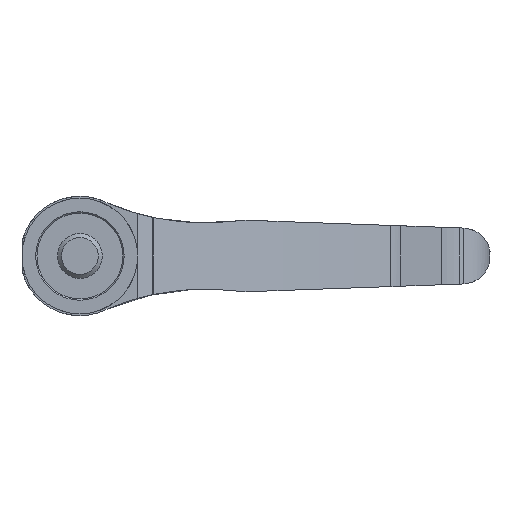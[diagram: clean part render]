
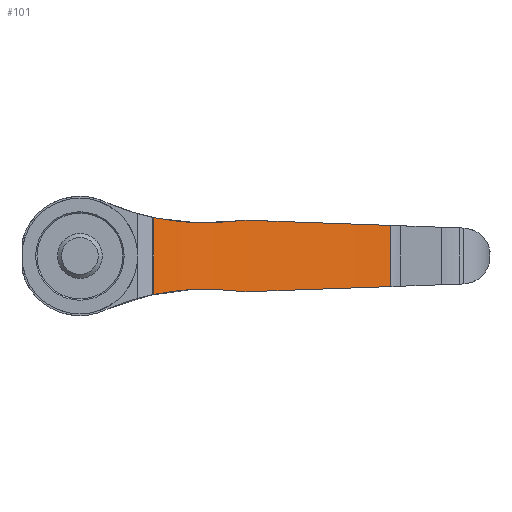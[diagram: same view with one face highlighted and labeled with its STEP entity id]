
A CAD part, front view. The second image highlights one B-rep face of the part: STEP entity #101.
In plain terms, the highlighted cylindrical face has radius 289.16 mm (diameter 578.32 mm), a partial arc.
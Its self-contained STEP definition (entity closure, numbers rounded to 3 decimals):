
#101 = ADVANCED_FACE( '', ( #246 ), #247, .F. );
#246 = FACE_OUTER_BOUND( '', #440, .T. );
#247 = CYLINDRICAL_SURFACE( '', #441, 289.16 );
#440 = EDGE_LOOP( '', ( #674, #675, #676, #677, #678, #679, #680, #681 ) );
#441 = AXIS2_PLACEMENT_3D( '', #682, #683, #684 );
#674 = ORIENTED_EDGE( '', *, *, #1114, .T. );
#675 = ORIENTED_EDGE( '', *, *, #1132, .F. );
#676 = ORIENTED_EDGE( '', *, *, #1133, .T. );
#677 = ORIENTED_EDGE( '', *, *, #1134, .T. );
#678 = ORIENTED_EDGE( '', *, *, #1135, .F. );
#679 = ORIENTED_EDGE( '', *, *, #1136, .T. );
#680 = ORIENTED_EDGE( '', *, *, #1137, .T. );
#681 = ORIENTED_EDGE( '', *, *, #1138, .F. );
#682 = CARTESIAN_POINT( '', ( 152.317, -223.239, 32. ) );
#683 = DIRECTION( '', ( 0., 0., 1. ) );
#684 = DIRECTION( '', ( -1., 0., 0. ) );
#1114 = EDGE_CURVE( '', #1327, #1325, #1328, .T. );
#1132 = EDGE_CURVE( '', #1356, #1325, #1357, .T. );
#1133 = EDGE_CURVE( '', #1356, #1358, #1359, .T. );
#1134 = EDGE_CURVE( '', #1358, #1360, #1361, .F. );
#1135 = EDGE_CURVE( '', #1362, #1360, #1363, .T. );
#1136 = EDGE_CURVE( '', #1362, #1364, #1365, .F. );
#1137 = EDGE_CURVE( '', #1364, #1366, #1367, .T. );
#1138 = EDGE_CURVE( '', #1327, #1366, #1368, .T. );
#1325 = VERTEX_POINT( '', #1705 );
#1327 = VERTEX_POINT( '', #1710 );
#1328 = LINE( '', #1711, #1712 );
#1356 = VERTEX_POINT( '', #1755 );
#1357 = B_SPLINE_CURVE_WITH_KNOTS( '', 3, ( #1756, #1757, #1758, #1759, #1760, #1761 ), .UNSPECIFIED., .F., .F., ( 4, 2, 4 ), ( 0., 0.013, 0.025 ), .UNSPECIFIED. );
#1358 = VERTEX_POINT( '', #1762 );
#1359 = B_SPLINE_CURVE_WITH_KNOTS( '', 3, ( #1763, #1764, #1765, #1766 ), .UNSPECIFIED., .F., .F., ( 4, 4 ), ( 0., 0.002 ), .UNSPECIFIED. );
#1360 = VERTEX_POINT( '', #1767 );
#1361 = ELLIPSE( '', #1768, 289.347, 289.16 );
#1362 = VERTEX_POINT( '', #1769 );
#1363 = LINE( '', #1770, #1771 );
#1364 = VERTEX_POINT( '', #1772 );
#1365 = ELLIPSE( '', #1773, 289.347, 289.16 );
#1366 = VERTEX_POINT( '', #1774 );
#1367 = B_SPLINE_CURVE_WITH_KNOTS( '', 3, ( #1775, #1776, #1777, #1778 ), .UNSPECIFIED., .F., .F., ( 4, 4 ), ( 0., 0.002 ), .UNSPECIFIED. );
#1368 = B_SPLINE_CURVE_WITH_KNOTS( '', 3, ( #1779, #1780, #1781, #1782, #1783, #1784 ), .UNSPECIFIED., .F., .F., ( 4, 2, 4 ), ( 0., 0.013, 0.025 ), .UNSPECIFIED. );
#1705 = CARTESIAN_POINT( '', ( 19.824, 33.781, -10.293 ) );
#1710 = CARTESIAN_POINT( '', ( 19.824, 33.781, 10.293 ) );
#1711 = CARTESIAN_POINT( '', ( 19.824, 33.781, 32. ) );
#1712 = VECTOR( '', #2254, 1000. );
#1755 = CARTESIAN_POINT( '', ( 42.804, 44.381, -9.45 ) );
#1756 = CARTESIAN_POINT( '', ( 42.804, 44.381, -9.45 ) );
#1757 = CARTESIAN_POINT( '', ( 38.876, 42.774, -8.918 ) );
#1758 = CARTESIAN_POINT( '', ( 34.998, 41.086, -8.743 ) );
#1759 = CARTESIAN_POINT( '', ( 27.339, 37.552, -9.036 ) );
#1760 = CARTESIAN_POINT( '', ( 23.558, 35.706, -9.505 ) );
#1761 = CARTESIAN_POINT( '', ( 19.824, 33.781, -10.293 ) );
#1762 = CARTESIAN_POINT( '', ( 45.114, 45.315, -9.564 ) );
#1763 = CARTESIAN_POINT( '', ( 42.804, 44.381, -9.45 ) );
#1764 = CARTESIAN_POINT( '', ( 43.57, 44.694, -9.554 ) );
#1765 = CARTESIAN_POINT( '', ( 44.34, 45.006, -9.592 ) );
#1766 = CARTESIAN_POINT( '', ( 45.114, 45.315, -9.564 ) );
#1767 = CARTESIAN_POINT( '', ( 83.209, 57.542, -8.194 ) );
#1768 = AXIS2_PLACEMENT_3D( '', #2270, #2271, #2272 );
#1769 = CARTESIAN_POINT( '', ( 83.209, 57.542, 8.194 ) );
#1770 = CARTESIAN_POINT( '', ( 83.209, 57.542, 32. ) );
#1771 = VECTOR( '', #2273, 1000. );
#1772 = CARTESIAN_POINT( '', ( 45.114, 45.315, 9.564 ) );
#1773 = AXIS2_PLACEMENT_3D( '', #2274, #2275, #2276 );
#1774 = CARTESIAN_POINT( '', ( 42.804, 44.381, 9.45 ) );
#1775 = CARTESIAN_POINT( '', ( 45.114, 45.315, 9.564 ) );
#1776 = CARTESIAN_POINT( '', ( 44.34, 45.006, 9.592 ) );
#1777 = CARTESIAN_POINT( '', ( 43.57, 44.694, 9.554 ) );
#1778 = CARTESIAN_POINT( '', ( 42.804, 44.381, 9.45 ) );
#1779 = CARTESIAN_POINT( '', ( 19.824, 33.781, 10.293 ) );
#1780 = CARTESIAN_POINT( '', ( 23.558, 35.706, 9.505 ) );
#1781 = CARTESIAN_POINT( '', ( 27.339, 37.552, 9.036 ) );
#1782 = CARTESIAN_POINT( '', ( 34.998, 41.086, 8.743 ) );
#1783 = CARTESIAN_POINT( '', ( 38.876, 42.774, 8.918 ) );
#1784 = CARTESIAN_POINT( '', ( 42.804, 44.381, 9.45 ) );
#2254 = DIRECTION( '', ( 0., 0., -1. ) );
#2270 = CARTESIAN_POINT( '', ( 152.317, -223.239, -5.708 ) );
#2271 = DIRECTION( '', ( -0.036, 0., 0.999 ) );
#2272 = DIRECTION( '', ( -0.999, 0., -0.036 ) );
#2273 = DIRECTION( '', ( 0., 0., -1. ) );
#2274 = CARTESIAN_POINT( '', ( 152.317, -223.239, 5.708 ) );
#2275 = DIRECTION( '', ( -0.036, 0., -0.999 ) );
#2276 = DIRECTION( '', ( 0.999, 0., -0.036 ) );
